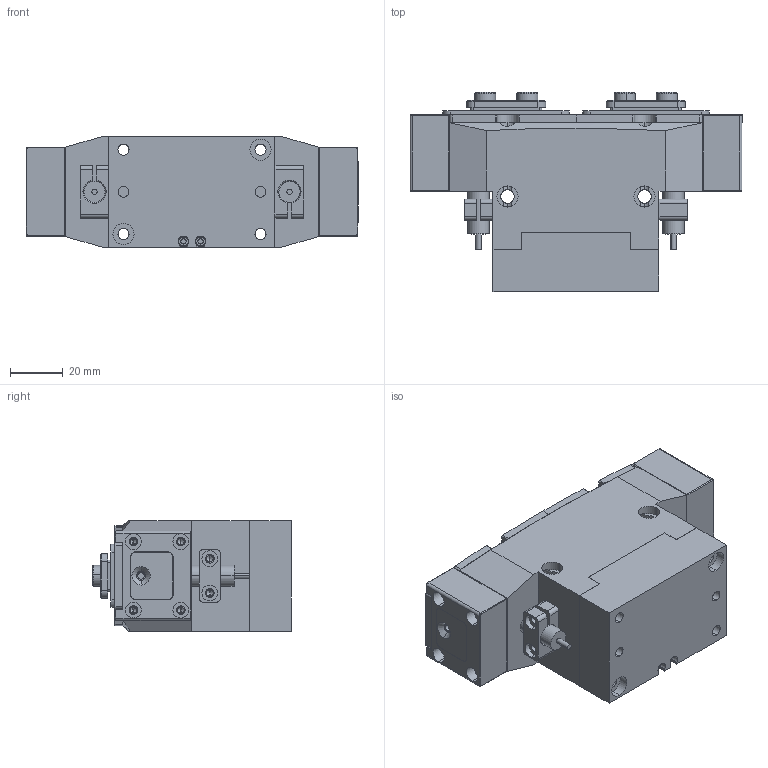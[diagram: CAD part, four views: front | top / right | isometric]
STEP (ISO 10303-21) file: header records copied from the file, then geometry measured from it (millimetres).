
FILE_DESCRIPTION (( 'STEP AP203' ), '1' );
FILE_NAME ('FR33-96-S-P-NC.STEP', '2025-01-17T08:07:56', ( 'USER-' ), ( 'Microsoft' ), 'SwSTEP 2.0', 'SolidWorks 2018', '' );
FILE_SCHEMA (( 'CONFIG_CONTROL_DESIGN' ));
Length unit declared in the file: millimetre
Products named in the file (19): 揤輸杅耀.sldasm-Part-9; ﾏ擎ﾗ8｡ﾁ6｡ﾁ12; 耜猾极; 耜猾苤裔; 棠羲換覜ん; 痄雄結啣; FR33-96-S-P; 褲极; P-GS-T-01 喘倛蚚標釱; 16x8-R1.5; 奻葡裔啣; 揤輸蚾饜极; FR33-96-S-P-NC; 晊扥极; TR30-80 杅耀.sldasm-Part-25; 埴翐芛_GB_FASTENER_SCREWS_HSHCS M2X8-N; 忒硌薊啣; FR33-80-S; TRT30-S 賑輸
Assembly tree (31 placements, depth 5):
  FR33-96-S-P-NC
    FR33-96-S-P
      耜猾极  x2
      奻葡裔啣
      忒硌薊啣  x2
      痄雄結啣  x2
      耜猾苤裔  x2
      ﾏ擎ﾗ8｡ﾁ6｡ﾁ12  x4
      FR33-80-S
        褲极
        TRT30-S 賑輸  x2
        16x8-R1.5
        揤輸蚾饜极  x2
          揤輸杅耀.sldasm-Part-9
          埴翐芛_GB_FASTENER_SCREWS_HSHCS M2X8-N
        TR30-80 杅耀.sldasm-Part-25  x2
        P-GS-T-01 喘倛蚚標釱  x2
        棠羲換覜ん  x2
    晊扥极
Bounding box: 126 x 75.5 x 42.1 mm (x, y, z)
Volume: 222358.1 mm3; surface area: 87923.9 mm2
Topology: 30 solids, 38 shells, 1713 faces, 4422 edges, 2794 vertices
Faces by surface type: plane 788, cylinder 538, cone 224, bspline 155, torus 8
Entity records: 46826 total; most frequent: CARTESIAN_POINT 13743, ORIENTED_EDGE 6528, DIRECTION 6057, EDGE_CURVE 3264, VERTEX_POINT 2128, LINE 2033, VECTOR 2033, AXIS2_PLACEMENT_3D 2012
